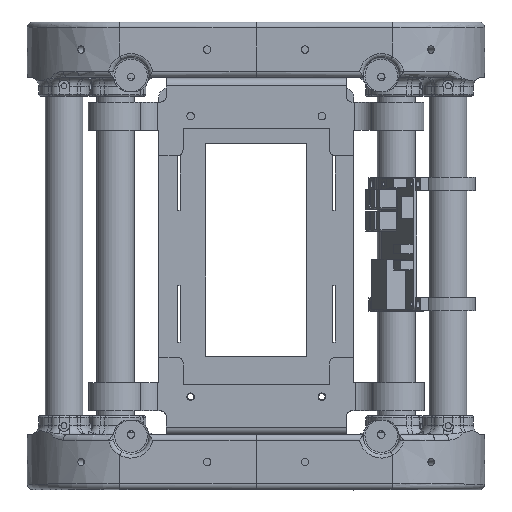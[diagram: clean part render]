
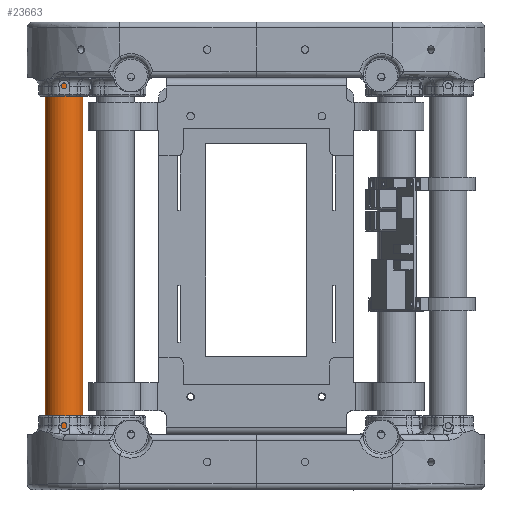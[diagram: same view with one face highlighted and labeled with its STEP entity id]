
A CAD part, top view. The second image highlights one B-rep face of the part: STEP entity #23663.
In plain terms, the highlighted cylindrical face has radius 10 mm (diameter 20 mm), a full revolution.
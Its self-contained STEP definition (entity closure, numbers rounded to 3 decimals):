
#2048=CIRCLE('',#26380,10.);
#2049=CIRCLE('',#26381,10.);
#3746=FACE_OUTER_BOUND('',#5261,.T.);
#5261=EDGE_LOOP('',(#20426,#20427,#20428,#20429));
#6557=LINE('',#45900,#8009);
#8009=VECTOR('',#32552,10.);
#10800=VERTEX_POINT('',#45897);
#10801=VERTEX_POINT('',#45899);
#14089=EDGE_CURVE('',#10800,#10800,#2048,.T.);
#14090=EDGE_CURVE('',#10800,#10801,#6557,.T.);
#14091=EDGE_CURVE('',#10801,#10801,#2049,.T.);
#20426=ORIENTED_EDGE('',*,*,#14089,.F.);
#20427=ORIENTED_EDGE('',*,*,#14090,.T.);
#20428=ORIENTED_EDGE('',*,*,#14091,.T.);
#20429=ORIENTED_EDGE('',*,*,#14090,.F.);
#22479=CYLINDRICAL_SURFACE('',#26379,10.);
#23663=ADVANCED_FACE('',(#3746),#22479,.T.);
#26379=AXIS2_PLACEMENT_3D('',#45896,#32548,#32549);
#26380=AXIS2_PLACEMENT_3D('',#45898,#32550,#32551);
#26381=AXIS2_PLACEMENT_3D('',#45901,#32553,#32554);
#32548=DIRECTION('center_axis',(0.,1.,0.));
#32549=DIRECTION('ref_axis',(0.366,0.,0.931));
#32550=DIRECTION('center_axis',(0.,1.,0.));
#32551=DIRECTION('ref_axis',(0.366,0.,0.931));
#32552=DIRECTION('',(0.,-1.,0.));
#32553=DIRECTION('center_axis',(0.,1.,0.));
#32554=DIRECTION('ref_axis',(0.366,0.,0.931));
#45896=CARTESIAN_POINT('Origin',(-174.138,-174.342,-283.917));
#45897=CARTESIAN_POINT('',(-177.797,108.558,-293.223));
#45898=CARTESIAN_POINT('Origin',(-174.138,108.558,-283.917));
#45899=CARTESIAN_POINT('',(-177.797,-103.842,-293.223));
#45900=CARTESIAN_POINT('',(-177.797,-174.342,-293.223));
#45901=CARTESIAN_POINT('Origin',(-174.138,-103.842,-283.917));
